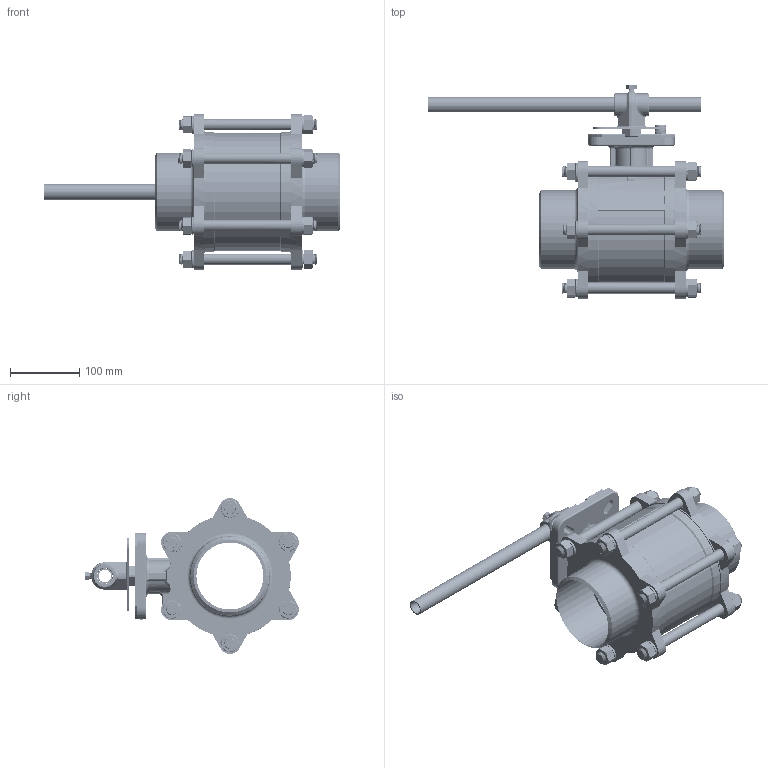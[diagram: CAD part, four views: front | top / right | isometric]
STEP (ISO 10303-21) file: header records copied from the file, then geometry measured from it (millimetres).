
FILE_DESCRIPTION (( 'STEP AP203' ), '1' );
FILE_NAME ('²Õ¦X¥óL(¹ï²k).STEP', '2018-12-17T08:26:19', ( '' ), ( '' ), 'SwSTEP 2.0', 'SolidWorks 2014', '' );
FILE_SCHEMA (( 'CONFIG_CONTROL_DESIGN' ));
Length unit declared in the file: millimetre
Products named in the file (25): F-31L0361; G-B1EA440; G-34L2540; T-35L05C0; G-10B2640; T-34L07G0; T-35L06C0; G-10E2640; G-34L2740; T-34L07C0; M-3KJ8440; G-34L1150; G-35L1842; D-34L66X0(DIN3239 加長對焊); G-35L3060; G-35L2640; 組合件L(對焊); B-3KL2440; G-31L1940; C-34L01口-S00; G-B3FA640; T-34L08G0; E-34L04口1; G-B3DA540; T-34L08T0
Assembly tree (69 placements, depth 2):
  組合件L(對焊)
    C-34L01口-S00
    E-34L04口1
    F-31L0361
    T-35L05C0  x2
    T-35L06C0  x2
    T-34L07C0  x2
    G-35L1842  x6
    G-35L2640  x12
    G-31L1940  x12
    T-34L08G0
    T-34L08T0  x4
    G-34L2540  x10
    T-34L07G0
    G-34L2740
    G-34L1150  x2
    G-35L3060
    B-3KL2440
    G-B3FA640
    G-B3DA540
    G-B1EA440
    G-10B2640
    G-10E2640  x2
    M-3KJ8440
    D-34L66X0(DIN3239 加長對焊)  x2
Bounding box: 429.48 x 309.17 x 225.5 mm (x, y, z)
Volume: 3079083.1 mm3; surface area: 792205.5 mm2
Topology: 69 solids, 69 shells, 2699 faces, 6818 edges, 4193 vertices
Faces by surface type: cylinder 1186, plane 676, bspline 312, torus 206, cone 200, sphere 119
Entity records: 75065 total; most frequent: CARTESIAN_POINT 39300, ORIENTED_EDGE 7230, DIRECTION 5832, EDGE_CURVE 3615, VERTEX_POINT 2297, AXIS2_PLACEMENT_3D 2098, LINE 1636, VECTOR 1636
